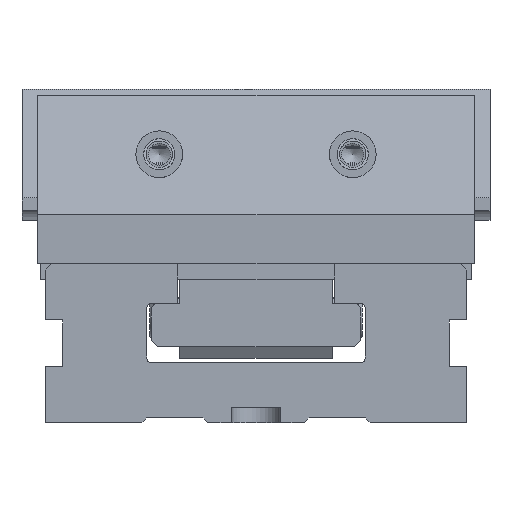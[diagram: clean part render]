
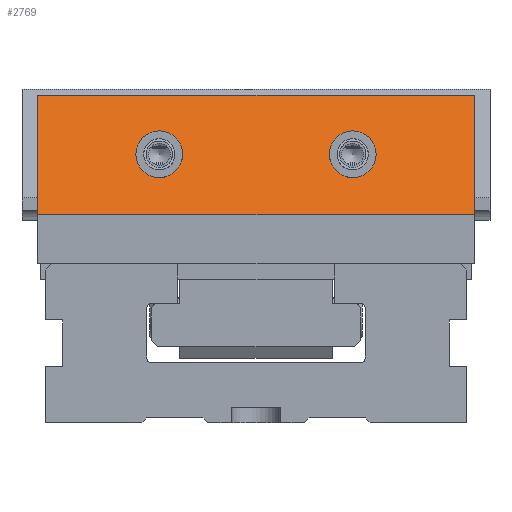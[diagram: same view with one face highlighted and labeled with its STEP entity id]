
A CAD part, left-side view. The second image highlights one B-rep face of the part: STEP entity #2769.
In plain terms, the highlighted planar face has unit normal (-0.924, 0, 0.383).
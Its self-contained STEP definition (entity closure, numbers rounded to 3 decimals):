
#458=PLANE('',#8369);
#1103=LINE('',#12910,#1785);
#1112=LINE('',#12930,#1794);
#1124=LINE('',#12954,#1806);
#1130=LINE('',#12965,#1812);
#1785=VECTOR('',#10344,1.);
#1794=VECTOR('',#10357,1.);
#1806=VECTOR('',#10373,1.);
#1812=VECTOR('',#10383,1.);
#2769=ADVANCED_FACE('',(#3263,#3264,#3265),#458,.F.);
#2937=ELLIPSE('',#8361,8.118,7.5);
#2938=ELLIPSE('',#8367,8.118,7.5);
#3263=FACE_BOUND('',#3872,.T.);
#3264=FACE_BOUND('',#3873,.T.);
#3265=FACE_BOUND('',#3874,.T.);
#3872=EDGE_LOOP('',(#5835,#5836,#5837,#5838));
#3873=EDGE_LOOP('',(#5839));
#3874=EDGE_LOOP('',(#5840));
#5835=ORIENTED_EDGE('',*,*,#7581,.F.);
#5836=ORIENTED_EDGE('',*,*,#7571,.F.);
#5837=ORIENTED_EDGE('',*,*,#7594,.F.);
#5838=ORIENTED_EDGE('',*,*,#7600,.F.);
#5839=ORIENTED_EDGE('',*,*,#7619,.T.);
#5840=ORIENTED_EDGE('',*,*,#7622,.F.);
#6589=VERTEX_POINT('',#12909);
#6590=VERTEX_POINT('',#12911);
#6599=VERTEX_POINT('',#12931);
#6608=VERTEX_POINT('',#12953);
#6623=VERTEX_POINT('',#13005);
#6626=VERTEX_POINT('',#13014);
#7571=EDGE_CURVE('',#6589,#6590,#1103,.T.);
#7581=EDGE_CURVE('',#6590,#6599,#1112,.T.);
#7594=EDGE_CURVE('',#6608,#6589,#1124,.T.);
#7600=EDGE_CURVE('',#6599,#6608,#1130,.T.);
#7619=EDGE_CURVE('',#6623,#6623,#2937,.T.);
#7622=EDGE_CURVE('',#6626,#6626,#2938,.T.);
#8361=AXIS2_PLACEMENT_3D('',#13004,#10430,#10431);
#8367=AXIS2_PLACEMENT_3D('',#13013,#10442,#10443);
#8369=AXIS2_PLACEMENT_3D('',#13016,#10446,#10447);
#10344=DIRECTION('',(0.,-1.,0.));
#10357=DIRECTION('',(-0.383,0.,-0.924));
#10373=DIRECTION('',(0.383,0.,0.924));
#10383=DIRECTION('',(0.,1.,0.));
#10430=DIRECTION('',(0.924,0.,-0.383));
#10431=DIRECTION('',(0.383,0.,0.924));
#10442=DIRECTION('',(-0.924,0.,0.383));
#10443=DIRECTION('',(0.383,0.,0.924));
#10446=DIRECTION('',(0.924,0.,-0.383));
#10447=DIRECTION('',(-0.383,0.,-0.924));
#12909=CARTESIAN_POINT('',(15.823,137.5,105.4));
#12910=CARTESIAN_POINT('',(15.823,67.5,105.4));
#12911=CARTESIAN_POINT('',(15.823,-2.5,105.4));
#12930=CARTESIAN_POINT('',(8.439,-2.5,87.573));
#12931=CARTESIAN_POINT('',(0.,-2.5,67.2));
#12953=CARTESIAN_POINT('',(0.,137.5,67.2));
#12954=CARTESIAN_POINT('',(8.439,137.5,87.573));
#12965=CARTESIAN_POINT('',(0.,67.5,67.2));
#13004=CARTESIAN_POINT('',(7.994,36.5,86.5));
#13005=CARTESIAN_POINT('',(11.101,36.5,94.));
#13013=CARTESIAN_POINT('',(7.994,98.5,86.5));
#13014=CARTESIAN_POINT('',(11.101,98.5,94.));
#13016=CARTESIAN_POINT('',(0.,67.5,67.2));
